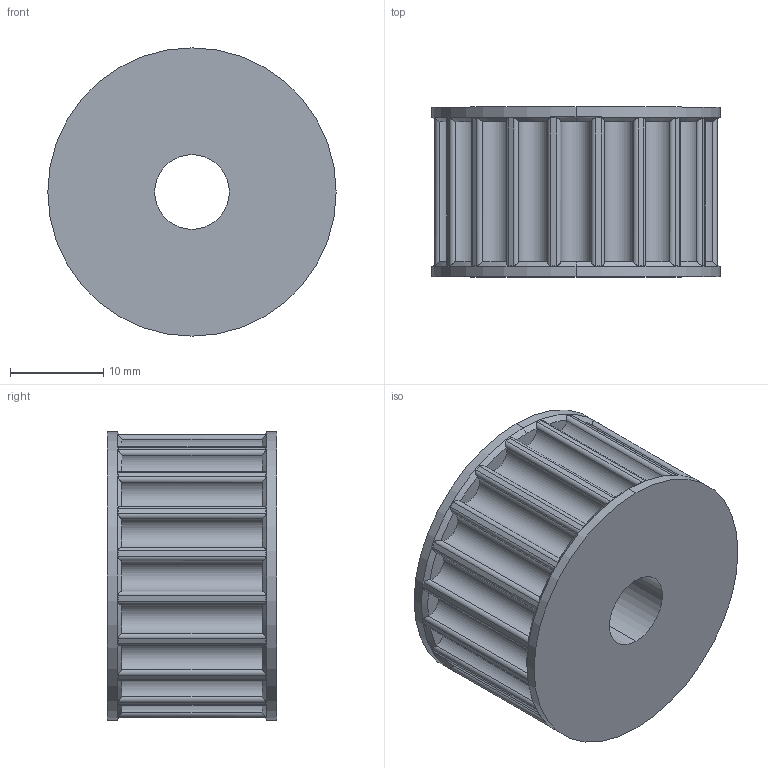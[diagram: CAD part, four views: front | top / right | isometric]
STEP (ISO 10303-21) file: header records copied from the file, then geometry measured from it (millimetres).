
FILE_DESCRIPTION (( 'STEP AP214' ), '1' );
FILE_NAME ('5m pulley 20T.STEP', '2022-06-09T05:54:27', ( '' ), ( '' ), 'SwSTEP 2.0', 'SolidWorks 2021', '' );
FILE_SCHEMA (( 'AUTOMOTIVE_DESIGN' ));
Length unit declared in the file: millimetre
Products named in the file (1): 5m pulley 20T
Bounding box: 30.89 x 18.18 x 30.89 mm (x, y, z)
Volume: 10868.2 mm3; surface area: 4428.4 mm2
Topology: 1 solids, 1 shells, 151 faces, 443 edges, 294 vertices
Faces by surface type: cylinder 105, plane 42, cone 4
Entity records: 5641 total; most frequent: CARTESIAN_POINT 1553, ORIENTED_EDGE 886, DIRECTION 881, EDGE_CURVE 443, AXIS2_PLACEMENT_3D 386, VERTEX_POINT 294, CIRCLE 234, EDGE_LOOP 153
